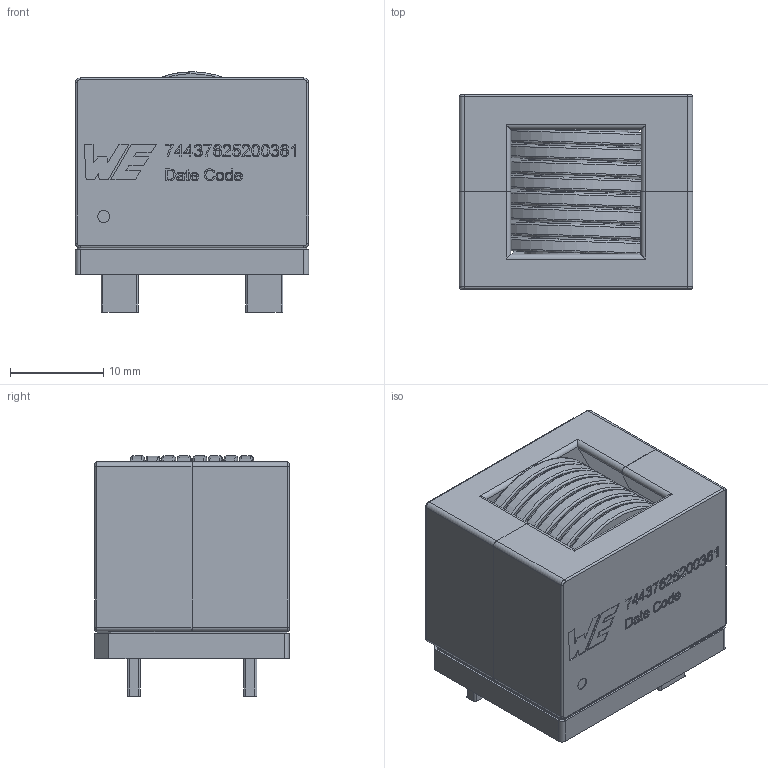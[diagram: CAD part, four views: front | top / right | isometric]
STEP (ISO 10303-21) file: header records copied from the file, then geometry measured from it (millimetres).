
FILE_DESCRIPTION(/* description */ ('Unknown'),/* implementation_level */ '2;1');
FILE_NAME(/* name */ '74437625200361',/* time_stamp */ '2024-08-19T13:58:36+08:00',/* author */ ('Unknown'),/* organization */ ('Unknown'),/* preprocessor_version */ 'ST-DEVELOPER v19.4',/* originating_system */ 'Solid Edge',/* authorisation */ 'Unknown');
FILE_SCHEMA (('AUTOMOTIVE_DESIGN {1 0 10303 214 3 1 1}'));
Length unit declared in the file: millimetre
Products named in the file (6): 74437625200361; Base; Coil_0361_0822_1.4; Core_B; Core_F; Glue
Assembly tree (5 placements, depth 2):
  74437625200361
    Base
    Coil_0361_0822_1.4
    Core_B
    Core_F
    Glue
Bounding box: 25 x 20.8 x 25.75 mm (x, y, z)
Volume: 9526.8 mm3; surface area: 10419 mm2
Topology: 5 solids, 5 shells, 423 faces, 1077 edges, 706 vertices
Faces by surface type: plane 237, bspline 100, cylinder 78, torus 8
Full cylindrical faces by diameter (mm): 1.28 x1, 2.4 x4, 11.1 x2
Entity records: 33856 total; most frequent: CARTESIAN_POINT 22252, ORIENTED_EDGE 2122, DIRECTION 1409, EDGE_CURVE 1061, VERTEX_POINT 706, EDGE_LOOP 511, FACE_BOUND 511, LINE 495
